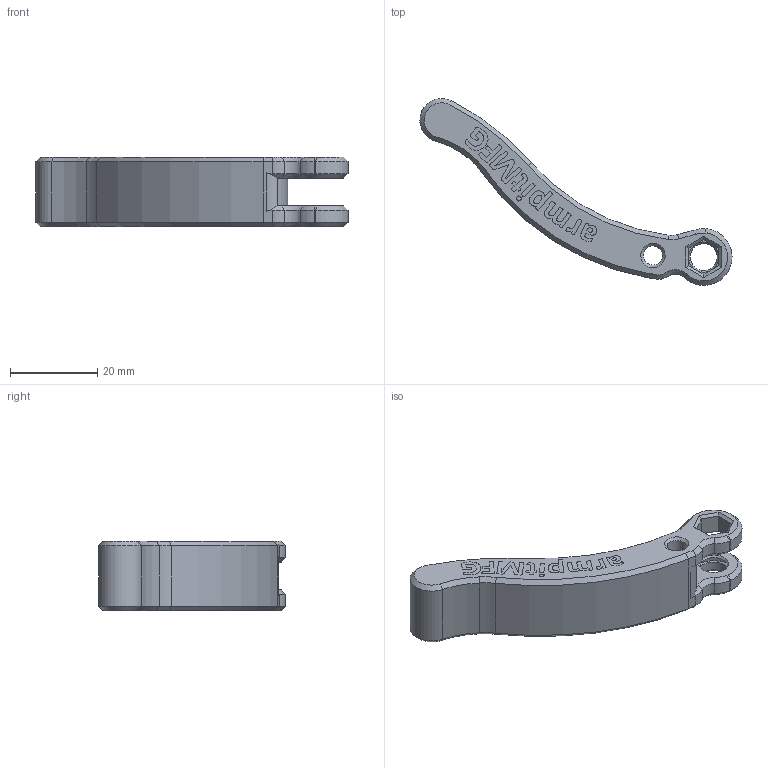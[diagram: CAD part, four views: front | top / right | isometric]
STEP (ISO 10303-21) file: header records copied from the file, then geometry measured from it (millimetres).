
FILE_DESCRIPTION(/* description */ (''),/* implementation_level */ '2;1');
FILE_NAME(/* name */ 'PitClamp Mini - Common - Handle.step',/* time_stamp */ '2024-08-16T21:50:53-04:00',/* author */ (''),/* organization */ (''),/* preprocessor_version */ 'ST-DEVELOPER v20',/* originating_system */ 'Autodesk Translation Framework v13.14.0.145',/* authorisation */ '');
FILE_SCHEMA (('AUTOMOTIVE_DESIGN { 1 0 10303 214 3 1 1 }'));
Length unit declared in the file: millimetre
Products named in the file (1): PitClamp Mini Handle
Bounding box: 71.62 x 42.86 x 16 mm (x, y, z)
Volume: 11320.8 mm3; surface area: 4589.2 mm2
Topology: 1 solids, 1 shells, 969 faces, 2767 edges, 1824 vertices
Faces by surface type: bspline 734, plane 169, cone 43, cylinder 23
Full cylindrical faces by diameter (mm): 4.4 x1, 7 x1
Entity records: 38376 total; most frequent: CARTESIAN_POINT 18137, ORIENTED_EDGE 5534, EDGE_CURVE 2767, DIRECTION 1839, VERTEX_POINT 1824, B_SPLINE_CURVE_WITH_KNOTS 1488, LINE 1187, VECTOR 1187
